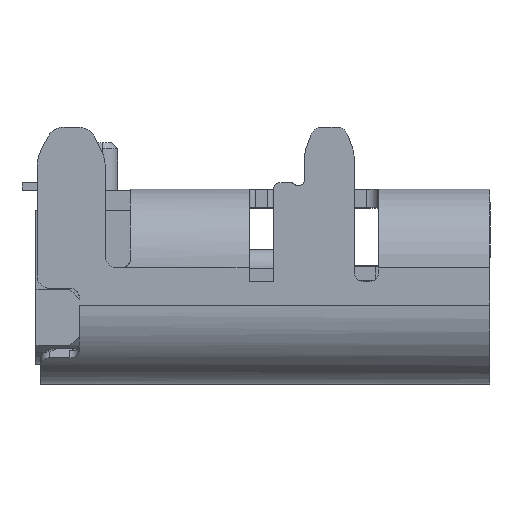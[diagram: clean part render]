
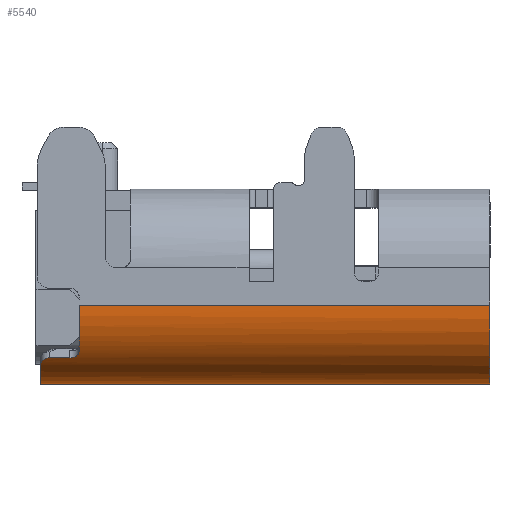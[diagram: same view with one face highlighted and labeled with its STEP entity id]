
A CAD part, top view. The second image highlights one B-rep face of the part: STEP entity #5540.
In plain terms, the highlighted cylindrical face has radius 1.28 mm (diameter 2.56 mm), a partial arc.
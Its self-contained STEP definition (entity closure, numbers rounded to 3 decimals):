
#1009 = EDGE_CURVE ( 'NONE', #41861, #18068, #34903, .T. ) ;
#1288 = AXIS2_PLACEMENT_3D ( 'NONE', #27660, #31088, #43187 ) ;
#1406 = CIRCLE ( 'NONE', #29944, 1.28 ) ;
#1509 = ORIENTED_EDGE ( 'NONE', *, *, #31447, .T. ) ;
#1986 = LINE ( 'NONE', #29607, #51134 ) ;
#2493 = ORIENTED_EDGE ( 'NONE', *, *, #32320, .F. ) ;
#3989 = CARTESIAN_POINT ( 'NONE',  ( -4.334, 1.793, 6.351 ) ) ;
#4246 = CARTESIAN_POINT ( 'NONE',  ( -4.359, 1.762, 6.318 ) ) ;
#4599 = EDGE_CURVE ( 'NONE', #42327, #28604, #48531, .T. ) ;
#4777 = CARTESIAN_POINT ( 'NONE',  ( -4.31, 1.821, 6.433 ) ) ;
#5147 = DIRECTION ( 'NONE',  ( 0., 0., -1. ) ) ;
#5540 = ADVANCED_FACE ( 'NONE', ( #48047 ), #29102, .T. ) ;
#5700 = DIRECTION ( 'NONE',  ( -1., 0., 0. ) ) ;
#5777 = CARTESIAN_POINT ( 'NONE',  ( -4.31, 1.821, 6.815 ) ) ;
#6677 = CARTESIAN_POINT ( 'NONE',  ( -4.637, 0.966, 6.3 ) ) ;
#6763 = AXIS2_PLACEMENT_3D ( 'NONE', #19467, #23904, #11561 ) ;
#8198 = CARTESIAN_POINT ( 'NONE',  ( -3.357, 2.246, -0.35 ) ) ;
#8455 = B_SPLINE_CURVE_WITH_KNOTS ( 'NONE', 3,
 ( #36856, #4777, #24229, #40275, #23721, #40529, #3989, #12410, #4246, #28951, #51864, #20044 ),
 .UNSPECIFIED., .F., .F.,
 ( 4, 2, 2, 2, 2, 4 ),
 ( 0., 0.25, 0.375, 0.5, 0.75, 1. ),
 .UNSPECIFIED. ) ;
#9239 = CARTESIAN_POINT ( 'NONE',  ( -4.31, 1.821, 6.45 ) ) ;
#9736 = EDGE_LOOP ( 'NONE', ( #27328, #48871, #43430, #38308, #25952, #37810, #1509, #2493, #22020 ) ) ;
#11561 = DIRECTION ( 'NONE',  ( -0.919, 0.395, 0. ) ) ;
#12410 = CARTESIAN_POINT ( 'NONE',  ( -4.348, 1.777, 6.33 ) ) ;
#12958 = B_SPLINE_CURVE_WITH_KNOTS ( 'NONE', 3,
 ( #37323, #5777, #18383, #25746, #49948, #33650 ),
 .UNSPECIFIED., .F., .F.,
 ( 4, 2, 4 ),
 ( 0., 0.5, 1. ),
 .UNSPECIFIED. ) ;
#13998 = EDGE_CURVE ( 'NONE', #18709, #45909, #23946, .T. ) ;
#14919 = AXIS2_PLACEMENT_3D ( 'NONE', #21472, #49870, #5700 ) ;
#14999 = DIRECTION ( 'NONE',  ( 0., 0., -1. ) ) ;
#18068 = VERTEX_POINT ( 'NONE', #21146 ) ;
#18383 = CARTESIAN_POINT ( 'NONE',  ( -4.299, 1.833, 6.852 ) ) ;
#18709 = VERTEX_POINT ( 'NONE', #51474 ) ;
#19467 = CARTESIAN_POINT ( 'NONE',  ( -3.357, 0.966, 6.3 ) ) ;
#19908 = CARTESIAN_POINT ( 'NONE',  ( -4.31, 1.821, 6.45 ) ) ;
#20044 = CARTESIAN_POINT ( 'NONE',  ( -4.404, 1.702, 6.3 ) ) ;
#20290 = VECTOR ( 'NONE', #5147, 1000. ) ;
#21146 = CARTESIAN_POINT ( 'NONE',  ( -4.31, 1.821, 6.775 ) ) ;
#21472 = CARTESIAN_POINT ( 'NONE',  ( -3.357, 0.966, 4.45 ) ) ;
#21850 = CIRCLE ( 'NONE', #6763, 1.28 ) ;
#22020 = ORIENTED_EDGE ( 'NONE', *, *, #4599, .T. ) ;
#23721 = CARTESIAN_POINT ( 'NONE',  ( -4.322, 1.808, 6.379 ) ) ;
#23904 = DIRECTION ( 'NONE',  ( 0., 0., 1. ) ) ;
#23946 = CIRCLE ( 'NONE', #1288, 1.28 ) ;
#24142 = EDGE_CURVE ( 'NONE', #48115, #28604, #1406, .T. ) ;
#24229 = CARTESIAN_POINT ( 'NONE',  ( -4.312, 1.819, 6.415 ) ) ;
#25746 = CARTESIAN_POINT ( 'NONE',  ( -4.259, 1.875, 6.908 ) ) ;
#25804 = VERTEX_POINT ( 'NONE', #50616 ) ;
#25952 = ORIENTED_EDGE ( 'NONE', *, *, #26520, .F. ) ;
#26520 = EDGE_CURVE ( 'NONE', #41861, #18709, #8455, .T. ) ;
#27215 = CARTESIAN_POINT ( 'NONE',  ( -4.533, 1.471, 6.3 ) ) ;
#27328 = ORIENTED_EDGE ( 'NONE', *, *, #24142, .F. ) ;
#27660 = CARTESIAN_POINT ( 'NONE',  ( -3.357, 0.966, 6.3 ) ) ;
#28604 = VERTEX_POINT ( 'NONE', #8198 ) ;
#28951 = CARTESIAN_POINT ( 'NONE',  ( -4.38, 1.735, 6.304 ) ) ;
#29102 = CYLINDRICAL_SURFACE ( 'NONE', #14919, 1.28 ) ;
#29141 = AXIS2_PLACEMENT_3D ( 'NONE', #31431, #47493, #50393 ) ;
#29607 = CARTESIAN_POINT ( 'NONE',  ( -4.637, 0.966, -0.35 ) ) ;
#29944 = AXIS2_PLACEMENT_3D ( 'NONE', #35494, #14999, #47597 ) ;
#31088 = DIRECTION ( 'NONE',  ( 0., 0., 1. ) ) ;
#31431 = CARTESIAN_POINT ( 'NONE',  ( -3.357, 0.966, 6.925 ) ) ;
#31447 = EDGE_CURVE ( 'NONE', #18068, #25804, #12958, .T. ) ;
#32320 = EDGE_CURVE ( 'NONE', #42327, #25804, #42579, .T. ) ;
#33650 = CARTESIAN_POINT ( 'NONE',  ( -4.198, 1.931, 6.925 ) ) ;
#34903 = LINE ( 'NONE', #19908, #39055 ) ;
#35494 = CARTESIAN_POINT ( 'NONE',  ( -3.357, 0.966, -0.35 ) ) ;
#36856 = CARTESIAN_POINT ( 'NONE',  ( -4.31, 1.821, 6.45 ) ) ;
#37323 = CARTESIAN_POINT ( 'NONE',  ( -4.31, 1.821, 6.775 ) ) ;
#37760 = DIRECTION ( 'NONE',  ( 0., 0., 1. ) ) ;
#37810 = ORIENTED_EDGE ( 'NONE', *, *, #1009, .T. ) ;
#37816 = CARTESIAN_POINT ( 'NONE',  ( -3.357, 2.246, 6.925 ) ) ;
#38308 = ORIENTED_EDGE ( 'NONE', *, *, #13998, .F. ) ;
#39055 = VECTOR ( 'NONE', #47267, 1000. ) ;
#39211 = VERTEX_POINT ( 'NONE', #6677 ) ;
#40275 = CARTESIAN_POINT ( 'NONE',  ( -4.319, 1.811, 6.388 ) ) ;
#40529 = CARTESIAN_POINT ( 'NONE',  ( -4.329, 1.799, 6.361 ) ) ;
#41861 = VERTEX_POINT ( 'NONE', #9239 ) ;
#42327 = VERTEX_POINT ( 'NONE', #37816 ) ;
#42579 = CIRCLE ( 'NONE', #29141, 1.28 ) ;
#42763 = EDGE_CURVE ( 'NONE', #48115, #39211, #1986, .T. ) ;
#43187 = DIRECTION ( 'NONE',  ( -0.818, 0.575, 0. ) ) ;
#43430 = ORIENTED_EDGE ( 'NONE', *, *, #44001, .F. ) ;
#44001 = EDGE_CURVE ( 'NONE', #45909, #39211, #21850, .T. ) ;
#44318 = CARTESIAN_POINT ( 'NONE',  ( -4.637, 0.966, -0.35 ) ) ;
#45115 = CARTESIAN_POINT ( 'NONE',  ( -3.357, 2.246, 6.925 ) ) ;
#45909 = VERTEX_POINT ( 'NONE', #27215 ) ;
#47267 = DIRECTION ( 'NONE',  ( 0., 0., 1. ) ) ;
#47493 = DIRECTION ( 'NONE',  ( 0., 0., 1. ) ) ;
#47597 = DIRECTION ( 'NONE',  ( -1., 0., 0. ) ) ;
#48047 = FACE_OUTER_BOUND ( 'NONE', #9736, .T. ) ;
#48115 = VERTEX_POINT ( 'NONE', #44318 ) ;
#48531 = LINE ( 'NONE', #45115, #20290 ) ;
#48871 = ORIENTED_EDGE ( 'NONE', *, *, #42763, .T. ) ;
#49870 = DIRECTION ( 'NONE',  ( 0., 0., -1. ) ) ;
#49948 = CARTESIAN_POINT ( 'NONE',  ( -4.231, 1.903, 6.925 ) ) ;
#50393 = DIRECTION ( 'NONE',  ( 0., 1., 0. ) ) ;
#50616 = CARTESIAN_POINT ( 'NONE',  ( -4.198, 1.931, 6.925 ) ) ;
#51134 = VECTOR ( 'NONE', #37760, 1000. ) ;
#51474 = CARTESIAN_POINT ( 'NONE',  ( -4.404, 1.702, 6.3 ) ) ;
#51864 = CARTESIAN_POINT ( 'NONE',  ( -4.392, 1.72, 6.3 ) ) ;
